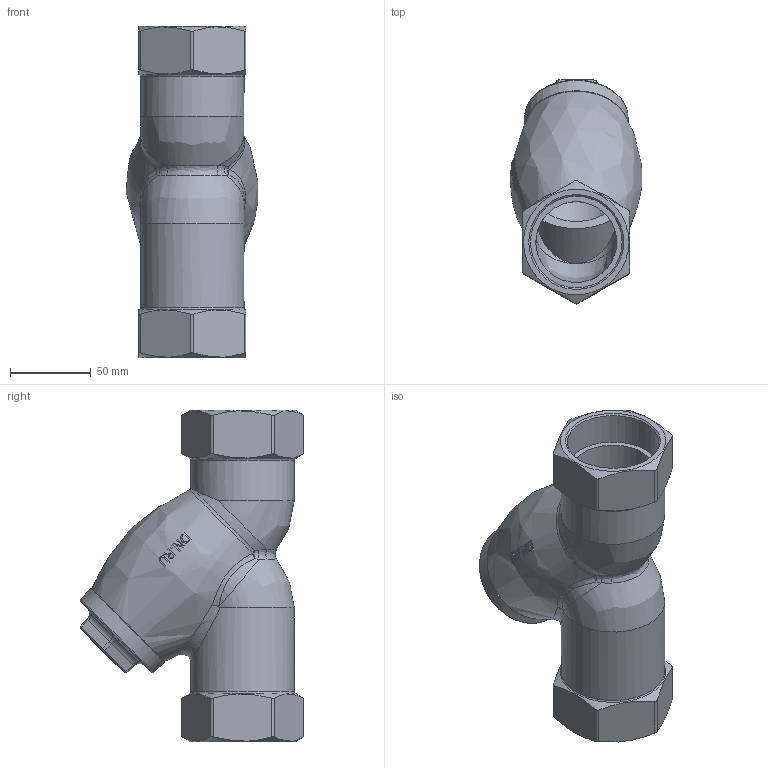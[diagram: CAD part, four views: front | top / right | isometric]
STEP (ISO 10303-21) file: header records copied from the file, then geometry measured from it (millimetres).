
FILE_DESCRIPTION(/* description */ (''),/* implementation_level */ '2;1');
FILE_NAME(/* name */ 'DN50_3D_STEP.stp',/* time_stamp */ '2025-07-28T21:17:34+03:00',/* author */ ('igorr'),/* organization */ (''),/* preprocessor_version */ 'ST-DEVELOPER v20',/* originating_system */ 'Autodesk Inventor 2025',/* authorisation */ '');
FILE_SCHEMA (('AUTOMOTIVE_DESIGN { 1 0 10303 214 3 1 1 }'));
Length unit declared in the file: millimetre
Products named in the file (1): Деталь
Bounding box: 81.51 x 138.41 x 205 mm (x, y, z)
Volume: 514904.1 mm3; surface area: 114492.2 mm2
Topology: 2 solids, 2 shells, 185 faces, 470 edges, 297 vertices
Faces by surface type: plane 72, cylinder 45, bspline 44, cone 12, torus 10, sphere 2
Full cylindrical faces by diameter (mm): 50 x4, 56.656 x2, 64 x3
Entity records: 7210 total; most frequent: CARTESIAN_POINT 3002, ORIENTED_EDGE 932, DIRECTION 660, EDGE_CURVE 466, VERTEX_POINT 297, AXIS2_PLACEMENT_3D 256, EDGE_LOOP 199, STYLED_ITEM 186
